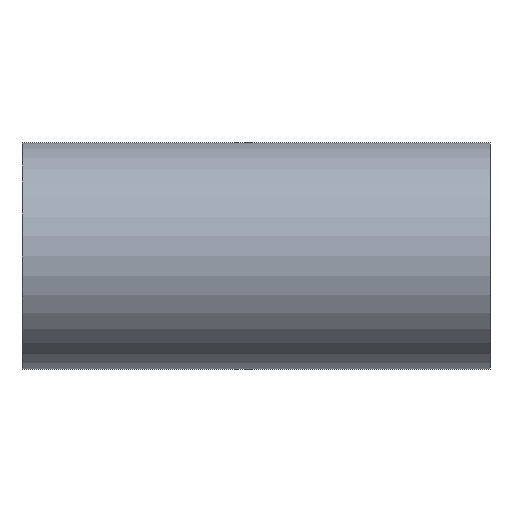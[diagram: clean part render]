
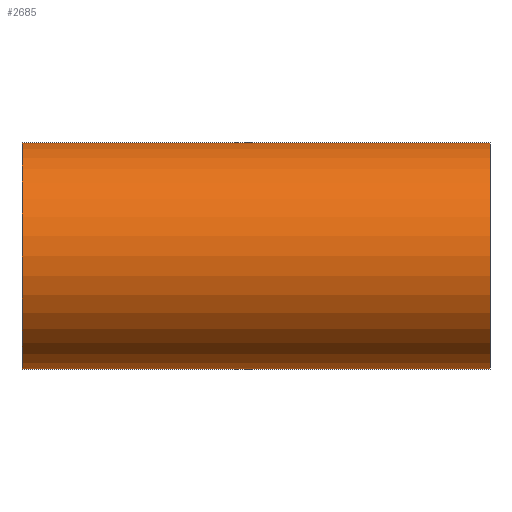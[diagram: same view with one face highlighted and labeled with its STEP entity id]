
A CAD part, front view. The second image highlights one B-rep face of the part: STEP entity #2685.
In plain terms, the highlighted cylindrical face has radius 50.8 mm (diameter 101.6 mm), a partial arc.
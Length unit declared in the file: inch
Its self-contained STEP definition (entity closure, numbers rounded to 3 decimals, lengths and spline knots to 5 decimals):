
#29 = DIRECTION ( 'NONE',  ( -1., 0., 0. ) ) ;
#142 = CARTESIAN_POINT ( 'NONE',  ( 4.12598, 0., 0. ) ) ;
#260 = CARTESIAN_POINT ( 'NONE',  ( 4.12598, 0., -2. ) ) ;
#287 = LINE ( 'NONE', #1032, #1249 ) ;
#345 = AXIS2_PLACEMENT_3D ( 'NONE', #1992, #2655, #1373 ) ;
#414 = EDGE_CURVE ( 'NONE', #1632, #726, #1859, .T. ) ;
#459 = VERTEX_POINT ( 'NONE', #734 ) ;
#664 = EDGE_LOOP ( 'NONE', ( #2326, #892, #1346, #852 ) ) ;
#726 = VERTEX_POINT ( 'NONE', #1400 ) ;
#734 = CARTESIAN_POINT ( 'NONE',  ( 4.12598, 0., 2. ) ) ;
#852 = ORIENTED_EDGE ( 'NONE', *, *, #414, .T. ) ;
#856 = DIRECTION ( 'NONE',  ( 1., 0., 0. ) ) ;
#892 = ORIENTED_EDGE ( 'NONE', *, *, #2632, .F. ) ;
#960 = EDGE_CURVE ( 'NONE', #459, #1632, #1837, .T. ) ;
#1032 = CARTESIAN_POINT ( 'NONE',  ( 4.12598, 0., -2. ) ) ;
#1061 = DIRECTION ( 'NONE',  ( 0., 0., -1. ) ) ;
#1211 = CARTESIAN_POINT ( 'NONE',  ( -4.12598, 0., 2. ) ) ;
#1249 = VECTOR ( 'NONE', #2464, 39.37008 ) ;
#1346 = ORIENTED_EDGE ( 'NONE', *, *, #960, .T. ) ;
#1373 = DIRECTION ( 'NONE',  ( 0., 0., 1. ) ) ;
#1400 = CARTESIAN_POINT ( 'NONE',  ( -4.12598, 0., -2. ) ) ;
#1429 = CYLINDRICAL_SURFACE ( 'NONE', #345, 2. ) ;
#1461 = CARTESIAN_POINT ( 'NONE',  ( 4.12598, 0., 2. ) ) ;
#1581 = DIRECTION ( 'NONE',  ( 0., 0., -1. ) ) ;
#1632 = VERTEX_POINT ( 'NONE', #1211 ) ;
#1652 = EDGE_CURVE ( 'NONE', #2119, #726, #287, .T. ) ;
#1837 = LINE ( 'NONE', #1461, #2269 ) ;
#1859 = CIRCLE ( 'NONE', #1947, 2. ) ;
#1947 = AXIS2_PLACEMENT_3D ( 'NONE', #2310, #856, #1061 ) ;
#1980 = CIRCLE ( 'NONE', #2066, 2. ) ;
#1992 = CARTESIAN_POINT ( 'NONE',  ( 4.12598, 0., 0. ) ) ;
#2007 = DIRECTION ( 'NONE',  ( 1., 0., 0. ) ) ;
#2066 = AXIS2_PLACEMENT_3D ( 'NONE', #142, #2007, #1581 ) ;
#2119 = VERTEX_POINT ( 'NONE', #260 ) ;
#2210 = FACE_OUTER_BOUND ( 'NONE', #664, .T. ) ;
#2269 = VECTOR ( 'NONE', #29, 39.37008 ) ;
#2310 = CARTESIAN_POINT ( 'NONE',  ( -4.12598, 0., 0. ) ) ;
#2326 = ORIENTED_EDGE ( 'NONE', *, *, #1652, .F. ) ;
#2464 = DIRECTION ( 'NONE',  ( -1., 0., 0. ) ) ;
#2632 = EDGE_CURVE ( 'NONE', #459, #2119, #1980, .T. ) ;
#2655 = DIRECTION ( 'NONE',  ( -1., 0., 0. ) ) ;
#2685 = ADVANCED_FACE ( 'NONE', ( #2210 ), #1429, .T. ) ;
